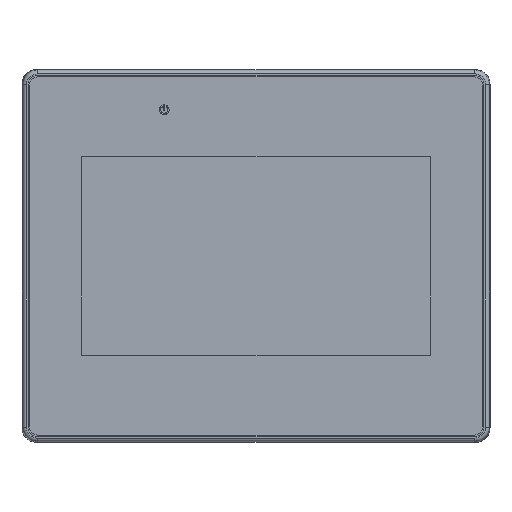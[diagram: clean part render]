
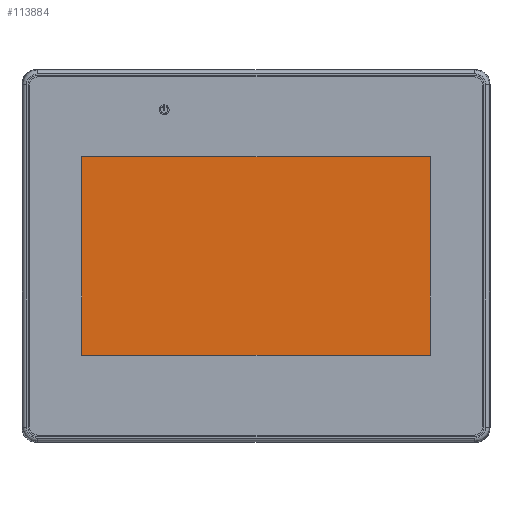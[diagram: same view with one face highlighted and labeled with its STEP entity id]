
A CAD part, top view. The second image highlights one B-rep face of the part: STEP entity #113884.
In plain terms, the highlighted planar face has unit normal (0, 0, 1).
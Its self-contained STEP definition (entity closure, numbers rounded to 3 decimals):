
#5126 = DIRECTION ( 'NONE',  ( 1., 0., 0. ) ) ;
#8364 = LINE ( 'NONE', #37233, #48100 ) ;
#8858 = EDGE_CURVE ( 'NONE', #63571, #48140, #65740, .T. ) ;
#10062 = CARTESIAN_POINT ( 'NONE',  ( 47.7, 27.1, 0.18 ) ) ;
#11521 = EDGE_LOOP ( 'NONE', ( #98992, #40796, #52531, #65495 ) ) ;
#13160 = EDGE_CURVE ( 'NONE', #114713, #97651, #8364, .T. ) ;
#15842 = VECTOR ( 'NONE', #47310, 1000. ) ;
#16777 = CARTESIAN_POINT ( 'NONE',  ( -47.7, 46.675, 0.18 ) ) ;
#22600 = LINE ( 'NONE', #60086, #66093 ) ;
#28252 = CARTESIAN_POINT ( 'NONE',  ( -59.675, 27.1, 0.18 ) ) ;
#30927 = VECTOR ( 'NONE', #54227, 1000. ) ;
#37233 = CARTESIAN_POINT ( 'NONE',  ( -59.675, -27.1, 0.18 ) ) ;
#40796 = ORIENTED_EDGE ( 'NONE', *, *, #13160, .F. ) ;
#47310 = DIRECTION ( 'NONE',  ( 1., 0., 0. ) ) ;
#47669 = DIRECTION ( 'NONE',  ( -1., 0., 0. ) ) ;
#48100 = VECTOR ( 'NONE', #47669, 1000. ) ;
#48140 = VERTEX_POINT ( 'NONE', #10062 ) ;
#49725 = EDGE_CURVE ( 'NONE', #48140, #114713, #22600, .T. ) ;
#52531 = ORIENTED_EDGE ( 'NONE', *, *, #49725, .F. ) ;
#53869 = CARTESIAN_POINT ( 'NONE',  ( -47.7, 27.1, 0.18 ) ) ;
#54227 = DIRECTION ( 'NONE',  ( 0., 1., 0. ) ) ;
#60086 = CARTESIAN_POINT ( 'NONE',  ( 47.7, 46.675, 0.18 ) ) ;
#61009 = EDGE_CURVE ( 'NONE', #97651, #63571, #63477, .T. ) ;
#63477 = LINE ( 'NONE', #16777, #30927 ) ;
#63571 = VERTEX_POINT ( 'NONE', #53869 ) ;
#65495 = ORIENTED_EDGE ( 'NONE', *, *, #8858, .F. ) ;
#65740 = LINE ( 'NONE', #28252, #15842 ) ;
#66093 = VECTOR ( 'NONE', #104916, 1000. ) ;
#70282 = FACE_OUTER_BOUND ( 'NONE', #11521, .T. ) ;
#89259 = DIRECTION ( 'NONE',  ( 0., 0., 1. ) ) ;
#97651 = VERTEX_POINT ( 'NONE', #119070 ) ;
#98992 = ORIENTED_EDGE ( 'NONE', *, *, #61009, .F. ) ;
#102078 = CARTESIAN_POINT ( 'NONE',  ( 47.7, -27.1, 0.18 ) ) ;
#104916 = DIRECTION ( 'NONE',  ( 0., -1., 0. ) ) ;
#107683 = PLANE ( 'NONE',  #107719 ) ;
#107719 = AXIS2_PLACEMENT_3D ( 'NONE', #110110, #89259, #5126 ) ;
#110110 = CARTESIAN_POINT ( 'NONE',  ( -59.675, 46.675, 0.18 ) ) ;
#113884 = ADVANCED_FACE ( 'NONE', ( #70282 ), #107683, .T. ) ;
#114713 = VERTEX_POINT ( 'NONE', #102078 ) ;
#119070 = CARTESIAN_POINT ( 'NONE',  ( -47.7, -27.1, 0.18 ) ) ;
